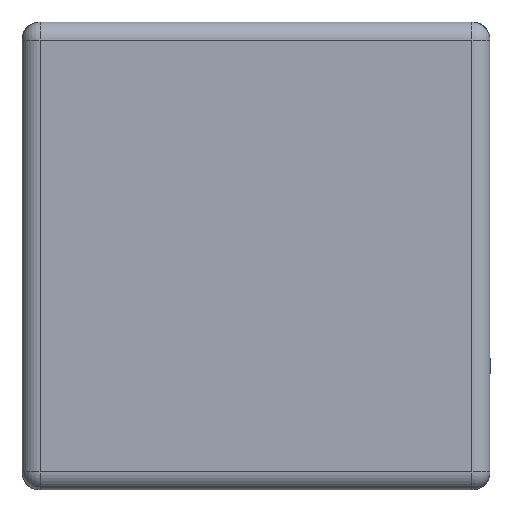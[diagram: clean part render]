
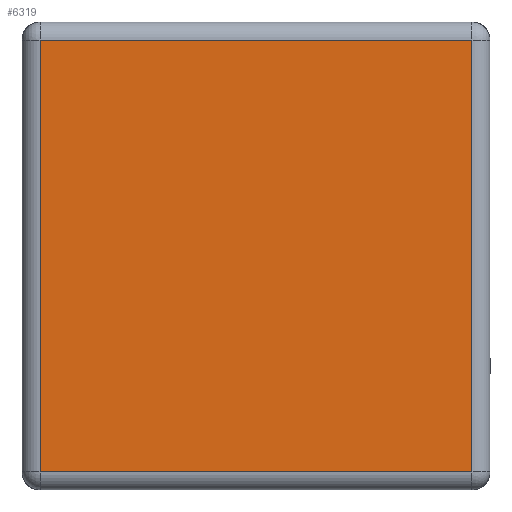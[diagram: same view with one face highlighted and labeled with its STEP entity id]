
A CAD part, left-side view. The second image highlights one B-rep face of the part: STEP entity #6319.
In plain terms, the highlighted planar face has unit normal (-1, 0, 0).
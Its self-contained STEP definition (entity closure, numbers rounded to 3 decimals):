
#546=FACE_OUTER_BOUND('',#924,.T.);
#924=EDGE_LOOP('',(#4552,#4553,#4554,#4555));
#1428=LINE('',#9730,#2040);
#1429=LINE('',#9732,#2041);
#1430=LINE('',#9734,#2042);
#1431=LINE('',#9735,#2043);
#2040=VECTOR('',#7558,1.);
#2041=VECTOR('',#7559,1.);
#2042=VECTOR('',#7560,1.);
#2043=VECTOR('',#7561,1.);
#2830=VERTEX_POINT('',#9728);
#2831=VERTEX_POINT('',#9729);
#2832=VERTEX_POINT('',#9731);
#2833=VERTEX_POINT('',#9733);
#3502=EDGE_CURVE('',#2830,#2831,#1428,.T.);
#3503=EDGE_CURVE('',#2831,#2832,#1429,.T.);
#3504=EDGE_CURVE('',#2832,#2833,#1430,.T.);
#3505=EDGE_CURVE('',#2833,#2830,#1431,.T.);
#4552=ORIENTED_EDGE('',*,*,#3502,.T.);
#4553=ORIENTED_EDGE('',*,*,#3503,.T.);
#4554=ORIENTED_EDGE('',*,*,#3504,.T.);
#4555=ORIENTED_EDGE('',*,*,#3505,.T.);
#6001=PLANE('',#6800);
#6319=ADVANCED_FACE('',(#546),#6001,.T.);
#6800=AXIS2_PLACEMENT_3D('',#9727,#7556,#7557);
#7556=DIRECTION('center_axis',(-1.,0.,0.));
#7557=DIRECTION('ref_axis',(0.,0.,-1.));
#7558=DIRECTION('',(0.,1.,0.));
#7559=DIRECTION('',(0.,0.,-1.));
#7560=DIRECTION('',(0.,-1.,0.));
#7561=DIRECTION('',(0.,0.,1.));
#9727=CARTESIAN_POINT('Origin',(-1.,0.,0.65));
#9728=CARTESIAN_POINT('',(-1.,-0.6,1.25));
#9729=CARTESIAN_POINT('',(-1.,0.6,1.25));
#9730=CARTESIAN_POINT('',(-1.,0.65,1.25));
#9731=CARTESIAN_POINT('',(-1.,0.6,0.05));
#9732=CARTESIAN_POINT('',(-1.,0.6,0.));
#9733=CARTESIAN_POINT('',(-1.,-0.6,0.05));
#9734=CARTESIAN_POINT('',(-1.,-0.65,0.05));
#9735=CARTESIAN_POINT('',(-1.,-0.6,1.3));
